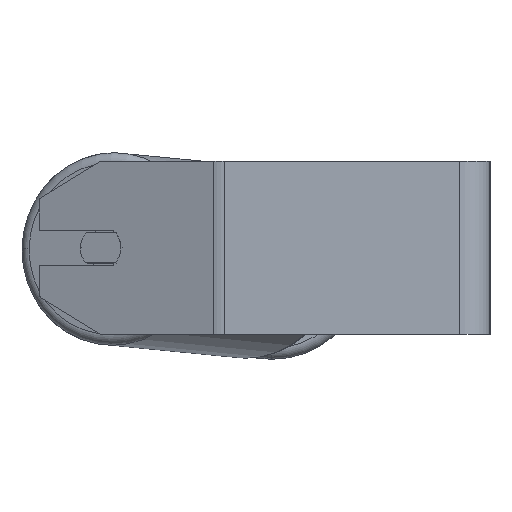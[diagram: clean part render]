
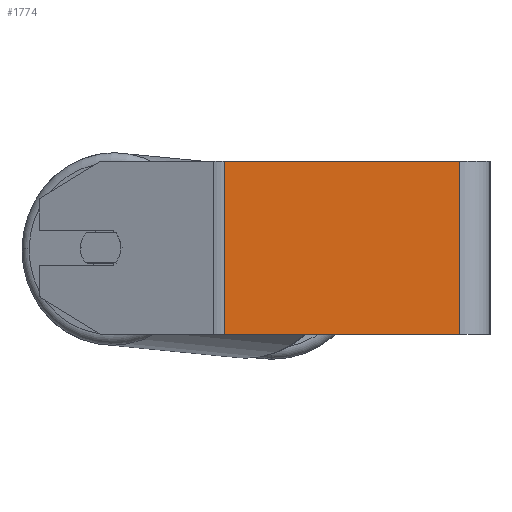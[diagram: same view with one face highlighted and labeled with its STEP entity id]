
A CAD part, left-side view. The second image highlights one B-rep face of the part: STEP entity #1774.
In plain terms, the highlighted planar face has unit normal (-1, 0, 0).
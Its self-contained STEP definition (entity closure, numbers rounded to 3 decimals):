
#227 = FACE_OUTER_BOUND ( 'NONE', #8098, .T. ) ;
#444 = LINE ( 'NONE', #4367, #1218 ) ;
#470 = LINE ( 'NONE', #4219, #7158 ) ;
#589 = CARTESIAN_POINT ( 'NONE',  ( -340., 14., -40. ) ) ;
#940 = VERTEX_POINT ( 'NONE', #4746 ) ;
#1218 = VECTOR ( 'NONE', #5643, 1000. ) ;
#1236 = DIRECTION ( 'NONE',  ( 0., 0., -1. ) ) ;
#1422 = DIRECTION ( 'NONE',  ( 1., 0., 0. ) ) ;
#1723 = CARTESIAN_POINT ( 'NONE',  ( -340., 14., 40. ) ) ;
#1774 = ADVANCED_FACE ( 'NONE', ( #227 ), #4108, .F. ) ;
#1869 = LINE ( 'NONE', #4473, #5041 ) ;
#2323 = VERTEX_POINT ( 'NONE', #589 ) ;
#2327 = ORIENTED_EDGE ( 'NONE', *, *, #5148, .F. ) ;
#2430 = DIRECTION ( 'NONE',  ( 0., -1., 0. ) ) ;
#2523 = VERTEX_POINT ( 'NONE', #1723 ) ;
#2942 = ORIENTED_EDGE ( 'NONE', *, *, #8050, .T. ) ;
#2943 = VECTOR ( 'NONE', #4015, 1000. ) ;
#3288 = EDGE_CURVE ( 'NONE', #940, #7803, #6056, .T. ) ;
#3377 = DIRECTION ( 'NONE',  ( 0., 0., -1. ) ) ;
#4015 = DIRECTION ( 'NONE',  ( 0., 0., -1. ) ) ;
#4108 = PLANE ( 'NONE',  #7192 ) ;
#4149 = CARTESIAN_POINT ( 'NONE',  ( -340., 125.217, 40. ) ) ;
#4219 = CARTESIAN_POINT ( 'NONE',  ( -340., 125.217, -40. ) ) ;
#4235 = EDGE_CURVE ( 'NONE', #940, #2523, #444, .T. ) ;
#4253 = ORIENTED_EDGE ( 'NONE', *, *, #3288, .T. ) ;
#4367 = CARTESIAN_POINT ( 'NONE',  ( -340., 125.217, 40. ) ) ;
#4473 = CARTESIAN_POINT ( 'NONE',  ( -340., 14., 40. ) ) ;
#4746 = CARTESIAN_POINT ( 'NONE',  ( -340., 122.748, 40. ) ) ;
#5041 = VECTOR ( 'NONE', #1236, 1000. ) ;
#5148 = EDGE_CURVE ( 'NONE', #2523, #2323, #1869, .T. ) ;
#5643 = DIRECTION ( 'NONE',  ( 0., -1., 0. ) ) ;
#5849 = ORIENTED_EDGE ( 'NONE', *, *, #4235, .F. ) ;
#6056 = LINE ( 'NONE', #7298, #2943 ) ;
#6416 = CARTESIAN_POINT ( 'NONE',  ( -340., 122.748, -40. ) ) ;
#7158 = VECTOR ( 'NONE', #2430, 1000. ) ;
#7192 = AXIS2_PLACEMENT_3D ( 'NONE', #4149, #1422, #3377 ) ;
#7298 = CARTESIAN_POINT ( 'NONE',  ( -340., 122.748, 40. ) ) ;
#7803 = VERTEX_POINT ( 'NONE', #6416 ) ;
#8050 = EDGE_CURVE ( 'NONE', #7803, #2323, #470, .T. ) ;
#8098 = EDGE_LOOP ( 'NONE', ( #2942, #2327, #5849, #4253 ) ) ;
